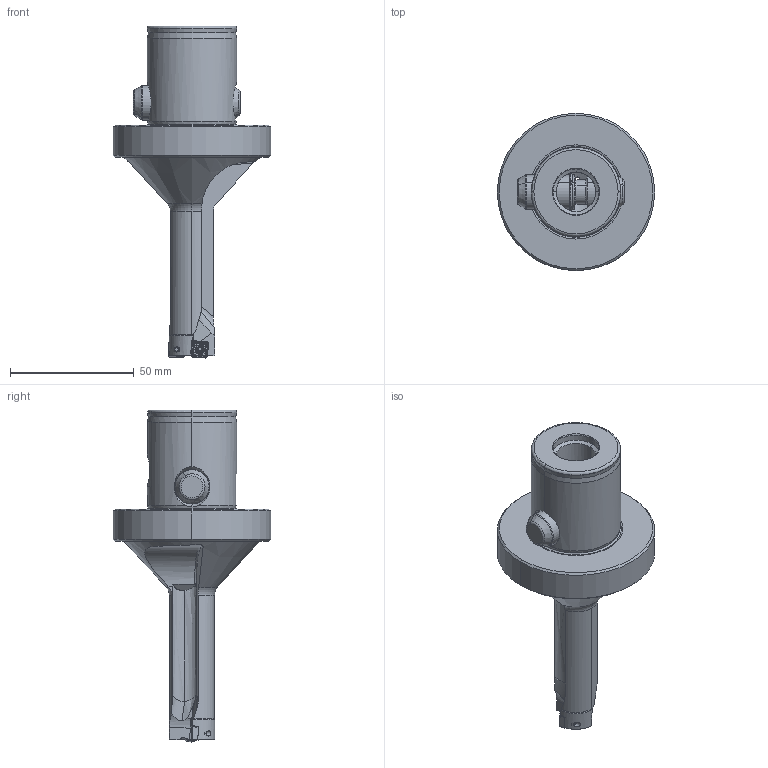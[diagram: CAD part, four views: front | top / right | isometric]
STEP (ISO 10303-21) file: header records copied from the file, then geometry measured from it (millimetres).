
FILE_DESCRIPTION(('no description'),'unknown implementation level');
FILE_NAME('56A1C0BC-B086-467F-BF3B-96D9199DEE10_export.stp',' ',('CIMSOURCE GmbH'),('CADClick - KiM GmbH - www.kimweb.de'),'unknown preprocess','ACIS','unknown authorization');
FILE_SCHEMA(('automotive_design'));
Length unit declared in the file: millimetre
Products named in the file (9): 337.319 Kaiser WB 19-57 X CKS6|694.123 Kaiser ETL M2,5 X 5,8 T7 IP 10S_Standard;NONE; 337.319 Kaiser WB 19-57 X CKS6|337.319 Kaiser WB 19-57 X CKS6_337.319-4;NONE; 337.319 Kaiser WB 19-57 X CKS6|337.319 Kaiser WB 19-57 X CKS6_337.319-3;NONE; 337.319 Kaiser WB 19-57 X CKS6|337.319 Kaiser WB 19-57 X CKS6_337.319-2;NONE; 337.319 Kaiser WB 19-57 X CKS6|337.319 Kaiser WB 19-57 X CKS6_337.319-1;NONE; 337.319 Kaiser WB 19-57 X CKS6|337.319 Kaiser WB 19-57 X CKS6_337.319;NONE; 337.319 Kaiser WB 19-57 X CKS6|691.506 Kaiser ETL D14 X 43K_Standard|691.526 Mitnehmerbolzen_Standard;NONE; 337.319 Kaiser WB 19-57 X CKS6|691.506 Kaiser ETL D14 X 43K_Standard|693.305 Sprengring_Standard;NONE
Bounding box: 63.5 x 63.5 x 134 mm (x, y, z)
Volume: 100050.4 mm3; surface area: 25152.5 mm2
Topology: 9 solids, 9 shells, 532 faces, 1324 edges, 809 vertices
Faces by surface type: cylinder 219, plane 165, torus 71, cone 65, bspline 12
Entity records: 33594 total; most frequent: CARTESIAN_POINT 6303, STYLED_ITEM 2668, PRESENTATION_STYLE_ASSIGNMENT 2668, COLOUR_RGB 2668, ORIENTED_EDGE 2636, DIRECTION 2528, EDGE_CURVE 1318, CURVE_STYLE 1318
